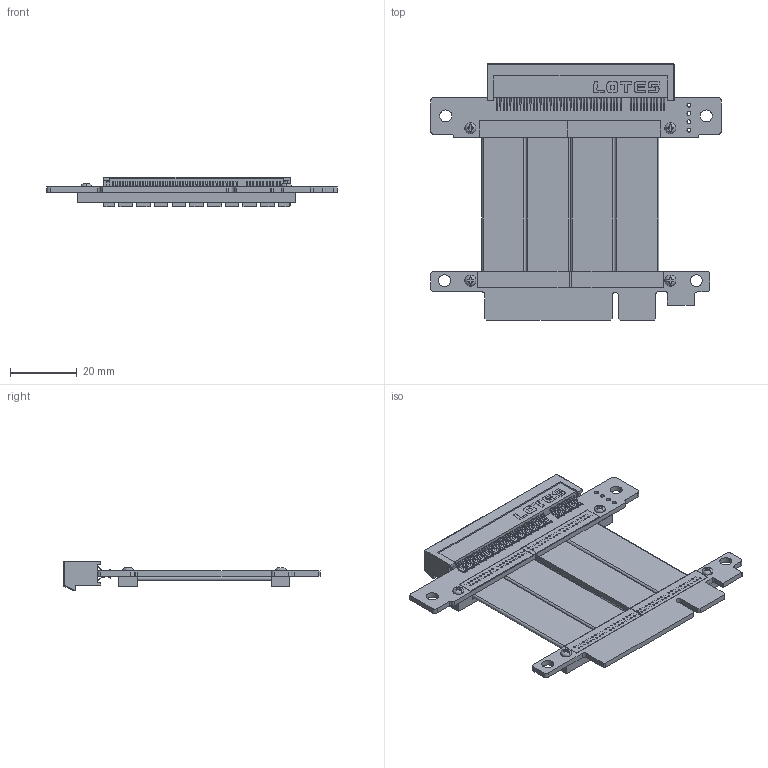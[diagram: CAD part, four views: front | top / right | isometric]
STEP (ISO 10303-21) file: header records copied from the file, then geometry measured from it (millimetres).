
FILE_DESCRIPTION(('Open CASCADE Model'),'2;1');
FILE_NAME('Open CASCADE Shape Model','2020-03-21T03:50:21',('Author'),( 'Open CASCADE'),'Open CASCADE STEP processor 6.8','Open CASCADE 6.8' ,'Unknown');
FILE_SCHEMA(('AUTOMOTIVE_DESIGN { 1 0 10303 214 1 1 1 1 }'));
Length unit declared in the file: millimetre
Products named in the file (11): PCB; Board; Open CASCADE STEP translator 6.8 47.1.1; CN4; PCIEX8-180_RGB4404530; Free-Models; Tape28x5_RGB0; G0033_RGB9411503; Hexagon_nut_ISO_4032_(DIN_934)_-_M2_RGB9411503; R8S-PAD-20170526; cable20-43
Assembly tree (23 placements, depth 3):
  PCB
    Board
      Open CASCADE STEP translator 6.8 47.1.1
    CN4
      PCIEX8-180_RGB4404530
    Free-Models
      Tape28x5_RGB0  x4
      G0033_RGB9411503  x4
      Hexagon_nut_ISO_4032_(DIN_934)_-_M2_RGB9411503  x4
      R8S-PAD-20170526  x2
      cable20-43  x4
Bounding box: 87.08 x 76.98 x 8.78 mm (x, y, z)
Volume: 10717.1 mm3; surface area: 22937.7 mm2
Topology: 180 solids, 180 shells, 6146 faces, 14689 edges, 9020 vertices
Faces by surface type: plane 2895, cylinder 2280, bspline 588, torus 320, cone 48, revolution 8, sphere 7
Full cylindrical faces by diameter (mm): 0.6 x160, 1.2 x4, 2.2 x8, 3.6 x4, 4 x4
Entity records: 184719 total; most frequent: CARTESIAN_POINT 34974, ORIENTED_EDGE 24162, DIRECTION 20198, EDGE_CURVE 12081, VERTEX_POINT 7418, LINE 7392, VECTOR 7392, AXIS2_PLACEMENT_3D 6402
